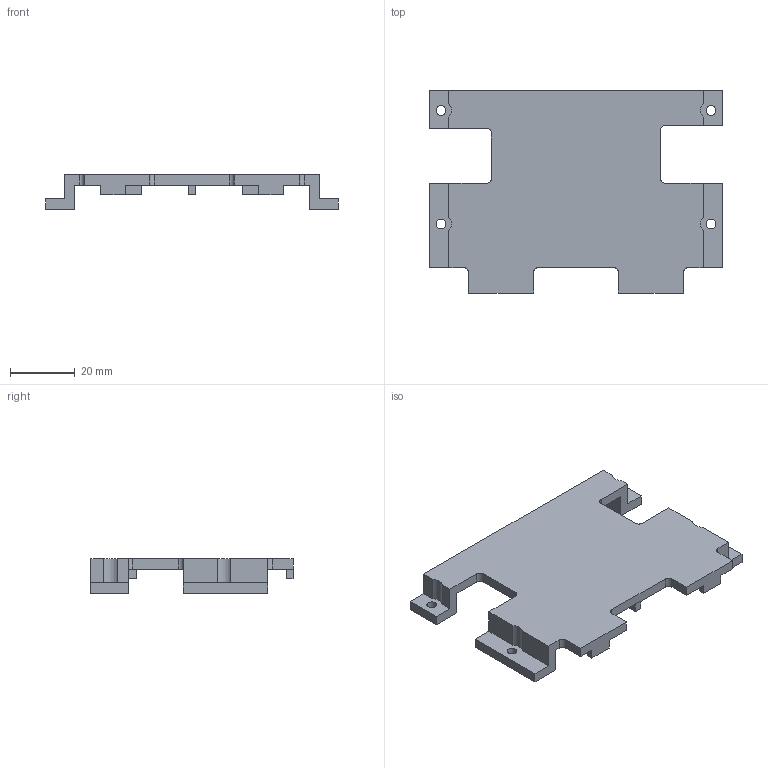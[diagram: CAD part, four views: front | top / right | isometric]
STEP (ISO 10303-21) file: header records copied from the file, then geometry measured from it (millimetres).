
FILE_DESCRIPTION(/* description */ (''),/* implementation_level */ '2;1');
FILE_NAME(/* name */ 'Clamp.stp',/* time_stamp */ '2016-06-21T21:00:45-04:00',/* author */ (''),/* organization */ (''),/* preprocessor_version */ 'ST-DEVELOPER v16',/* originating_system */ 'SIEMENS PLM Software NX 10.0',/* authorisation */ '');
FILE_SCHEMA (('AP203_CONFIGURATION_CONTROLLED_3D_DESIGN_OF_MECHANICAL_PARTS_AND_ASSEMBLIES_MIM_LF { 1 0 10303 403 2 1 2}'));
Length unit declared in the file: millimetre
Products named in the file (1): Hugh24DC98974qbj
Bounding box: 90.17 x 62.26 x 10.5 mm (x, y, z)
Volume: 15995 mm3; surface area: 12041.4 mm2
Topology: 1 solids, 1 shells, 84 faces, 244 edges, 164 vertices
Faces by surface type: plane 68, cylinder 16
Full cylindrical faces by diameter (mm): 3 x4
Entity records: 2804 total; most frequent: CARTESIAN_POINT 481, ORIENTED_EDGE 472, DIRECTION 438, EDGE_CURVE 236, LINE 204, VECTOR 204, VERTEX_POINT 160, AXIS2_PLACEMENT_3D 117
